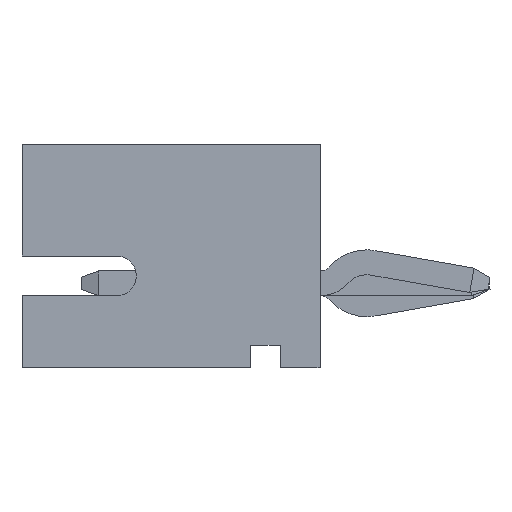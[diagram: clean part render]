
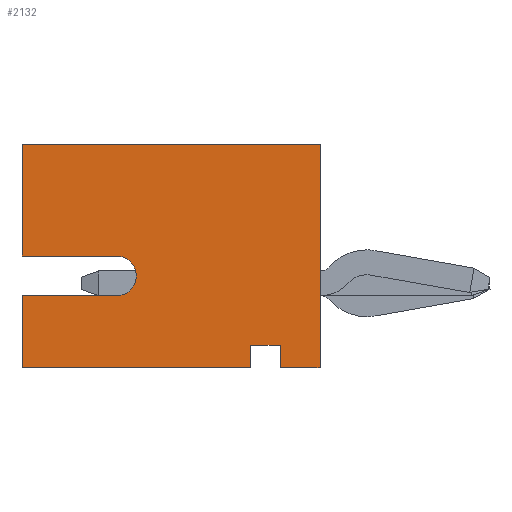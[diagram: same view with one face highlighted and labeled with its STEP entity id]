
A CAD part, left-side view. The second image highlights one B-rep face of the part: STEP entity #2132.
In plain terms, the highlighted face is planar.
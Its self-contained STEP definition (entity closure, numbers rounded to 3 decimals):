
#59 = VECTOR ( 'NONE', #5437, 1000. ) ;
#130 = DIRECTION ( 'NONE',  ( 0., 0., -1. ) ) ;
#182 = VERTEX_POINT ( 'NONE', #1829 ) ;
#223 = VERTEX_POINT ( 'NONE', #1405 ) ;
#236 = VERTEX_POINT ( 'NONE', #591 ) ;
#273 = LINE ( 'NONE', #2213, #4604 ) ;
#343 = CARTESIAN_POINT ( 'NONE',  ( 5.95, 0., -2.8 ) ) ;
#352 = ORIENTED_EDGE ( 'NONE', *, *, #1996, .T. ) ;
#475 = VERTEX_POINT ( 'NONE', #707 ) ;
#480 = CARTESIAN_POINT ( 'NONE',  ( 5.95, 6., 0.25 ) ) ;
#513 = VERTEX_POINT ( 'NONE', #5440 ) ;
#539 = CARTESIAN_POINT ( 'NONE',  ( 5.95, 6., -0.55 ) ) ;
#591 = CARTESIAN_POINT ( 'NONE',  ( 5.95, 0.8, 1.25 ) ) ;
#707 = CARTESIAN_POINT ( 'NONE',  ( 5.95, 1.4, 1.25 ) ) ;
#727 = EDGE_CURVE ( 'NONE', #513, #4089, #1507, .T. ) ;
#763 = DIRECTION ( 'NONE',  ( 0., 1., 0. ) ) ;
#774 = EDGE_CURVE ( 'NONE', #1000, #1582, #273, .T. ) ;
#845 = AXIS2_PLACEMENT_3D ( 'NONE', #3771, #4203, #5031 ) ;
#850 = CARTESIAN_POINT ( 'NONE',  ( 5.95, 0., 1.25 ) ) ;
#944 = ORIENTED_EDGE ( 'NONE', *, *, #1224, .F. ) ;
#1000 = VERTEX_POINT ( 'NONE', #1817 ) ;
#1049 = LINE ( 'NONE', #850, #4417 ) ;
#1050 = ORIENTED_EDGE ( 'NONE', *, *, #4250, .T. ) ;
#1077 = ORIENTED_EDGE ( 'NONE', *, *, #727, .F. ) ;
#1187 = LINE ( 'NONE', #3948, #5079 ) ;
#1218 = VECTOR ( 'NONE', #4477, 1000. ) ;
#1220 = CARTESIAN_POINT ( 'NONE',  ( 5.95, 1.4, 0. ) ) ;
#1224 = EDGE_CURVE ( 'NONE', #1984, #1000, #4463, .T. ) ;
#1373 = DIRECTION ( 'NONE',  ( 0., -1., 0. ) ) ;
#1405 = CARTESIAN_POINT ( 'NONE',  ( 5.95, 6., -2.8 ) ) ;
#1407 = DIRECTION ( 'NONE',  ( 0., -1., 0. ) ) ;
#1507 = CIRCLE ( 'NONE', #5183, 0.4 ) ;
#1516 = EDGE_CURVE ( 'NONE', #475, #1984, #4791, .T. ) ;
#1582 = VERTEX_POINT ( 'NONE', #480 ) ;
#1649 = ORIENTED_EDGE ( 'NONE', *, *, #4651, .F. ) ;
#1731 = PLANE ( 'NONE',  #845 ) ;
#1757 = VECTOR ( 'NONE', #2678, 1000. ) ;
#1773 = DIRECTION ( 'NONE',  ( 1., 0., 0. ) ) ;
#1817 = CARTESIAN_POINT ( 'NONE',  ( 5.95, 6., 1.7 ) ) ;
#1825 = EDGE_CURVE ( 'NONE', #4303, #236, #2354, .T. ) ;
#1829 = CARTESIAN_POINT ( 'NONE',  ( 5.95, 0., -2.8 ) ) ;
#1984 = VERTEX_POINT ( 'NONE', #3740 ) ;
#1996 = EDGE_CURVE ( 'NONE', #182, #223, #3148, .T. ) ;
#2096 = DIRECTION ( 'NONE',  ( 0., 1., 0. ) ) ;
#2127 = EDGE_LOOP ( 'NONE', ( #1077, #4919, #5428, #944, #5073, #1649, #3596, #3272, #3538, #352, #2930, #1050 ) ) ;
#2132 = ADVANCED_FACE ( 'NONE', ( #4716 ), #1731, .T. ) ;
#2213 = CARTESIAN_POINT ( 'NONE',  ( 5.95, 6., 0. ) ) ;
#2254 = VECTOR ( 'NONE', #3355, 1000. ) ;
#2261 = VERTEX_POINT ( 'NONE', #2665 ) ;
#2270 = CARTESIAN_POINT ( 'NONE',  ( 5.95, 6., 0. ) ) ;
#2354 = LINE ( 'NONE', #3652, #1218 ) ;
#2436 = CARTESIAN_POINT ( 'NONE',  ( 5.95, 0., 0. ) ) ;
#2446 = VERTEX_POINT ( 'NONE', #539 ) ;
#2562 = EDGE_CURVE ( 'NONE', #4303, #2261, #2601, .T. ) ;
#2584 = LINE ( 'NONE', #2436, #2254 ) ;
#2601 = LINE ( 'NONE', #3566, #3137 ) ;
#2665 = CARTESIAN_POINT ( 'NONE',  ( 5.95, 0., 1.7 ) ) ;
#2678 = DIRECTION ( 'NONE',  ( 0., 1., 0. ) ) ;
#2681 = VECTOR ( 'NONE', #763, 1000. ) ;
#2930 = ORIENTED_EDGE ( 'NONE', *, *, #3023, .T. ) ;
#3023 = EDGE_CURVE ( 'NONE', #223, #2446, #3786, .T. ) ;
#3137 = VECTOR ( 'NONE', #3200, 1000. ) ;
#3148 = LINE ( 'NONE', #343, #2681 ) ;
#3200 = DIRECTION ( 'NONE',  ( 0., -1., 0. ) ) ;
#3272 = ORIENTED_EDGE ( 'NONE', *, *, #2562, .T. ) ;
#3296 = VECTOR ( 'NONE', #1373, 1000. ) ;
#3355 = DIRECTION ( 'NONE',  ( 0., 0., -1. ) ) ;
#3538 = ORIENTED_EDGE ( 'NONE', *, *, #4067, .T. ) ;
#3566 = CARTESIAN_POINT ( 'NONE',  ( 5.95, 0., 1.7 ) ) ;
#3596 = ORIENTED_EDGE ( 'NONE', *, *, #1825, .F. ) ;
#3652 = CARTESIAN_POINT ( 'NONE',  ( 5.95, 0.8, 0. ) ) ;
#3740 = CARTESIAN_POINT ( 'NONE',  ( 5.95, 1.4, 1.7 ) ) ;
#3771 = CARTESIAN_POINT ( 'NONE',  ( 5.95, 0., 0. ) ) ;
#3786 = LINE ( 'NONE', #2270, #4055 ) ;
#3863 = CARTESIAN_POINT ( 'NONE',  ( 5.95, 4.1, -0.15 ) ) ;
#3948 = CARTESIAN_POINT ( 'NONE',  ( 5.95, 0., -0.55 ) ) ;
#4018 = DIRECTION ( 'NONE',  ( 0., 0., 1. ) ) ;
#4055 = VECTOR ( 'NONE', #4018, 1000. ) ;
#4067 = EDGE_CURVE ( 'NONE', #2261, #182, #2584, .T. ) ;
#4089 = VERTEX_POINT ( 'NONE', #5389 ) ;
#4093 = LINE ( 'NONE', #4726, #3296 ) ;
#4203 = DIRECTION ( 'NONE',  ( 1., 0., 0. ) ) ;
#4250 = EDGE_CURVE ( 'NONE', #2446, #4089, #1187, .T. ) ;
#4303 = VERTEX_POINT ( 'NONE', #5195 ) ;
#4417 = VECTOR ( 'NONE', #2096, 1000. ) ;
#4463 = LINE ( 'NONE', #5186, #1757 ) ;
#4477 = DIRECTION ( 'NONE',  ( 0., 0., -1. ) ) ;
#4604 = VECTOR ( 'NONE', #5151, 1000. ) ;
#4651 = EDGE_CURVE ( 'NONE', #236, #475, #1049, .T. ) ;
#4716 = FACE_OUTER_BOUND ( 'NONE', #2127, .T. ) ;
#4726 = CARTESIAN_POINT ( 'NONE',  ( 5.95, 0., 0.25 ) ) ;
#4791 = LINE ( 'NONE', #1220, #59 ) ;
#4919 = ORIENTED_EDGE ( 'NONE', *, *, #5382, .F. ) ;
#5031 = DIRECTION ( 'NONE',  ( 0., 0., -1. ) ) ;
#5073 = ORIENTED_EDGE ( 'NONE', *, *, #1516, .F. ) ;
#5079 = VECTOR ( 'NONE', #1407, 1000. ) ;
#5151 = DIRECTION ( 'NONE',  ( 0., 0., -1. ) ) ;
#5183 = AXIS2_PLACEMENT_3D ( 'NONE', #3863, #1773, #130 ) ;
#5186 = CARTESIAN_POINT ( 'NONE',  ( 5.95, 0., 1.7 ) ) ;
#5195 = CARTESIAN_POINT ( 'NONE',  ( 5.95, 0.8, 1.7 ) ) ;
#5382 = EDGE_CURVE ( 'NONE', #1582, #513, #4093, .T. ) ;
#5389 = CARTESIAN_POINT ( 'NONE',  ( 5.95, 4.1, -0.55 ) ) ;
#5428 = ORIENTED_EDGE ( 'NONE', *, *, #774, .F. ) ;
#5437 = DIRECTION ( 'NONE',  ( 0., 0., 1. ) ) ;
#5440 = CARTESIAN_POINT ( 'NONE',  ( 5.95, 4.1, 0.25 ) ) ;
